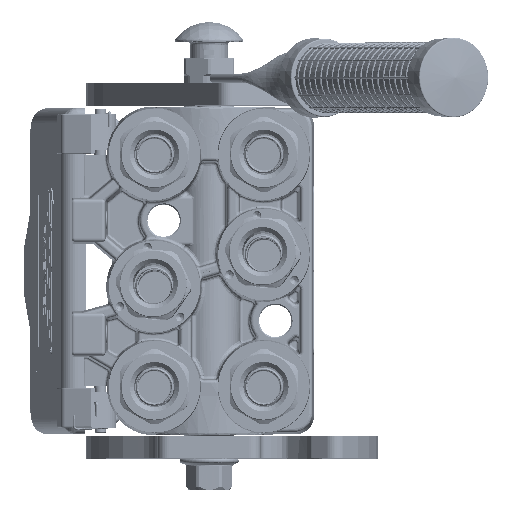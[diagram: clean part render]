
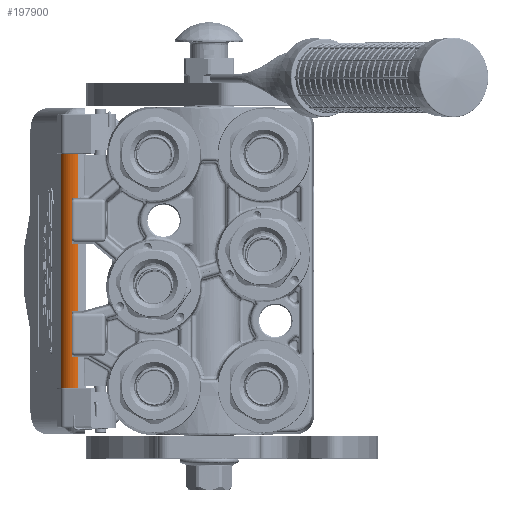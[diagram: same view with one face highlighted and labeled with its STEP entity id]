
A CAD part, top view. The second image highlights one B-rep face of the part: STEP entity #197900.
In plain terms, the highlighted cylindrical face has radius 6.5 mm (diameter 13 mm), a partial arc.
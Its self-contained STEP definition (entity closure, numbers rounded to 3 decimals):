
#549 = CARTESIAN_POINT ( 'NONE',  ( 4.351, 51.285, -9.64 ) ) ;
#1390 = CARTESIAN_POINT ( 'NONE',  ( 6.5, 52.697, -10. ) ) ;
#10347 = B_SPLINE_CURVE_WITH_KNOTS ( 'NONE', 3,
 ( #19069, #172369, #132590, #154571, #75793, #211242, #114741, #95285, #210413, #173195, #230700, #250193 ),
 .UNSPECIFIED., .F., .F.,
 ( 4, 2, 2, 2, 2, 4 ),
 ( 0., 0.25, 0.375, 0.437, 0.5, 1. ),
 .UNSPECIFIED. ) ;
#11185 = VECTOR ( 'NONE', #130524, 1000. ) ;
#11255 = VECTOR ( 'NONE', #14340, 1000. ) ;
#11483 = DIRECTION ( 'NONE',  ( -1., 0., 0. ) ) ;
#14340 = DIRECTION ( 'NONE',  ( 0., -1., 0. ) ) ;
#16979 = CARTESIAN_POINT ( 'NONE',  ( 6.5, -51.25, -3.5 ) ) ;
#18421 = CARTESIAN_POINT ( 'NONE',  ( 6.5, -52.697, -10. ) ) ;
#19069 = CARTESIAN_POINT ( 'NONE',  ( 6.5, -52.697, -10. ) ) ;
#19129 = ORIENTED_EDGE ( 'NONE', *, *, #149945, .T. ) ;
#42447 = ORIENTED_EDGE ( 'NONE', *, *, #235253, .F. ) ;
#45422 = CARTESIAN_POINT ( 'NONE',  ( 5.2, 51.583, -9.869 ) ) ;
#49351 = CARTESIAN_POINT ( 'NONE',  ( 0., -51.25, -3.5 ) ) ;
#49378 = CARTESIAN_POINT ( 'NONE',  ( 6.5, 52.697, -10. ) ) ;
#50783 = CARTESIAN_POINT ( 'NONE',  ( 6.5, 52.697, -10. ) ) ;
#50895 = EDGE_CURVE ( 'NONE', #91816, #53882, #63231, .T. ) ;
#51217 = EDGE_CURVE ( 'NONE', #94413, #196662, #120613, .T. ) ;
#53650 = CARTESIAN_POINT ( 'NONE',  ( 0., 51.25, -3.5 ) ) ;
#53882 = VERTEX_POINT ( 'NONE', #65254 ) ;
#57588 = DIRECTION ( 'NONE',  ( -1., 0., 0. ) ) ;
#63231 = CIRCLE ( 'NONE', #70820, 6.5 ) ;
#64872 = CARTESIAN_POINT ( 'NONE',  ( 5.02, 51.499, -9.83 ) ) ;
#65254 = CARTESIAN_POINT ( 'NONE',  ( 3.859, -51.25, -9.44 ) ) ;
#66007 = ORIENTED_EDGE ( 'NONE', *, *, #51217, .T. ) ;
#69888 = DIRECTION ( 'NONE',  ( 0., -1., 0. ) ) ;
#70820 = AXIS2_PLACEMENT_3D ( 'NONE', #16979, #213332, #57588 ) ;
#75793 = CARTESIAN_POINT ( 'NONE',  ( 5.766, -51.933, -9.959 ) ) ;
#76537 = DIRECTION ( 'NONE',  ( -1., 0., 0. ) ) ;
#83540 = CARTESIAN_POINT ( 'NONE',  ( 3.859, 51.25, -9.44 ) ) ;
#91816 = VERTEX_POINT ( 'NONE', #49351 ) ;
#94413 = VERTEX_POINT ( 'NONE', #53650 ) ;
#95139 = ORIENTED_EDGE ( 'NONE', *, *, #188774, .T. ) ;
#95285 = CARTESIAN_POINT ( 'NONE',  ( 5.436, -51.713, -9.913 ) ) ;
#96837 = DIRECTION ( 'NONE',  ( 0., 1., 0. ) ) ;
#97081 = CARTESIAN_POINT ( 'NONE',  ( 5.789, 51.904, -9.979 ) ) ;
#97322 = CARTESIAN_POINT ( 'NONE',  ( 3.859, 51.25, -9.44 ) ) ;
#100669 = FACE_OUTER_BOUND ( 'NONE', #201250, .T. ) ;
#102931 = ORIENTED_EDGE ( 'NONE', *, *, #50895, .F. ) ;
#103857 = CARTESIAN_POINT ( 'NONE',  ( 6.186, 52.254, -10. ) ) ;
#109770 = AXIS2_PLACEMENT_3D ( 'NONE', #128337, #69888, #11483 ) ;
#111067 = CARTESIAN_POINT ( 'NONE',  ( 0., 51.25, -3.5 ) ) ;
#114741 = CARTESIAN_POINT ( 'NONE',  ( 5.549, -51.783, -9.93 ) ) ;
#118219 = CARTESIAN_POINT ( 'NONE',  ( 4.839, 51.425, -9.785 ) ) ;
#118801 = CARTESIAN_POINT ( 'NONE',  ( 6.5, 257.915, -3.5 ) ) ;
#119941 = VERTEX_POINT ( 'NONE', #18421 ) ;
#120613 = CIRCLE ( 'NONE', #109770, 6.5 ) ;
#128337 = CARTESIAN_POINT ( 'NONE',  ( 6.5, 51.25, -3.5 ) ) ;
#129851 = VERTEX_POINT ( 'NONE', #49378 ) ;
#130524 = DIRECTION ( 'NONE',  ( 0., -1., 0. ) ) ;
#132590 = CARTESIAN_POINT ( 'NONE',  ( 6.165, -52.278, -9.994 ) ) ;
#149945 = EDGE_CURVE ( 'NONE', #129851, #119941, #162872, .T. ) ;
#154571 = CARTESIAN_POINT ( 'NONE',  ( 5.87, -52.015, -9.97 ) ) ;
#161172 = CYLINDRICAL_SURFACE ( 'NONE', #206588, 6.5 ) ;
#161455 = CARTESIAN_POINT ( 'NONE',  ( 4.717, 51.384, -9.752 ) ) ;
#162795 = LINE ( 'NONE', #111067, #11185 ) ;
#162872 = LINE ( 'NONE', #50783, #11255 ) ;
#172369 = CARTESIAN_POINT ( 'NONE',  ( 6.343, -52.476, -10. ) ) ;
#173195 = CARTESIAN_POINT ( 'NONE',  ( 4.843, -51.385, -9.804 ) ) ;
#174477 = ORIENTED_EDGE ( 'NONE', *, *, #182940, .T. ) ;
#180911 = CARTESIAN_POINT ( 'NONE',  ( 4.105, 51.251, -9.548 ) ) ;
#182940 = EDGE_CURVE ( 'NONE', #119941, #53882, #10347, .T. ) ;
#188774 = EDGE_CURVE ( 'NONE', #196662, #129851, #231152, .T. ) ;
#195274 = CARTESIAN_POINT ( 'NONE',  ( 5.261, 51.615, -9.881 ) ) ;
#196662 = VERTEX_POINT ( 'NONE', #97322 ) ;
#197900 = ADVANCED_FACE ( 'NONE', ( #100669 ), #161172, .T. ) ;
#201250 = EDGE_LOOP ( 'NONE', ( #174477, #102931, #42447, #66007, #95139, #19129 ) ) ;
#206588 = AXIS2_PLACEMENT_3D ( 'NONE', #118801, #96837, #76537 ) ;
#210413 = CARTESIAN_POINT ( 'NONE',  ( 5.38, -51.68, -9.903 ) ) ;
#211242 = CARTESIAN_POINT ( 'NONE',  ( 5.604, -51.819, -9.938 ) ) ;
#213332 = DIRECTION ( 'NONE',  ( 0., -1., 0. ) ) ;
#230700 = CARTESIAN_POINT ( 'NONE',  ( 4.35, -51.253, -9.658 ) ) ;
#231152 = B_SPLINE_CURVE_WITH_KNOTS ( 'NONE', 3,
 ( #83540, #180911, #549, #161455, #118219, #64872, #238411, #45422, #195274, #97081, #103857, #1390 ),
 .UNSPECIFIED., .F., .F.,
 ( 4, 2, 2, 2, 2, 4 ),
 ( 0., 0.25, 0.375, 0.438, 0.5, 1. ),
 .UNSPECIFIED. ) ;
#235253 = EDGE_CURVE ( 'NONE', #94413, #91816, #162795, .T. ) ;
#238411 = CARTESIAN_POINT ( 'NONE',  ( 5.08, 51.526, -9.843 ) ) ;
#250193 = CARTESIAN_POINT ( 'NONE',  ( 3.859, -51.25, -9.44 ) ) ;
